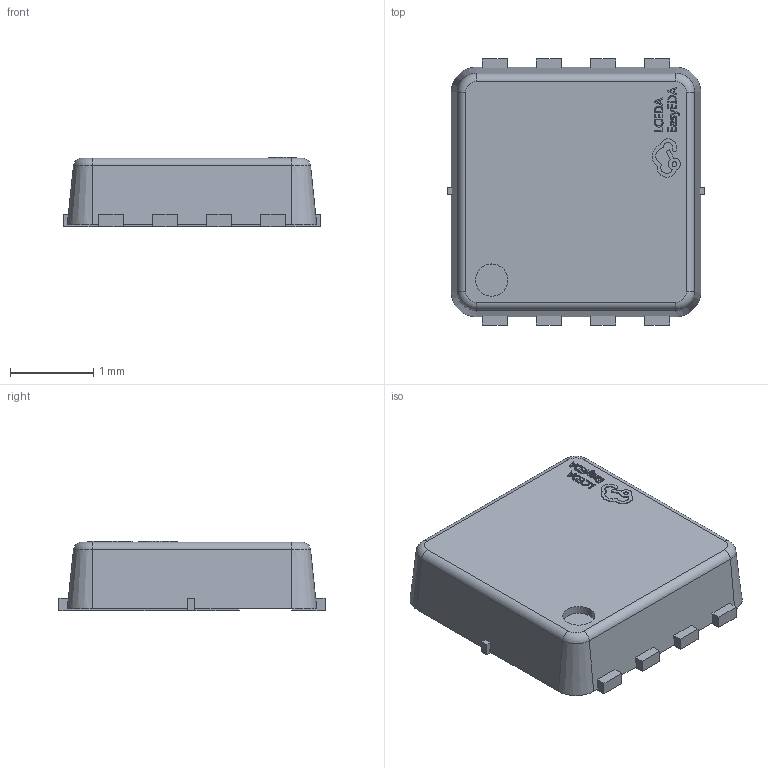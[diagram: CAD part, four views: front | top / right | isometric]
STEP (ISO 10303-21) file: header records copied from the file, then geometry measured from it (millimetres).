
FILE_DESCRIPTION (( 'STEP AP214' ), '1' );
FILE_NAME ('DFN-8_L3.0-W3.0-P0.65-BL-4.step', '2022-06-30T13:28:08', ( '' ), ( '' ), 'SwSTEP 2.0', 'SolidWorks 2020', '' );
FILE_SCHEMA (( 'AUTOMOTIVE_DESIGN' ));
Length unit declared in the file: millimetre
Products named in the file (1): DFN-8_L3.0-W3.0-P0.65-BL-4
Bounding box: 3.1 x 3.2 x 0.83 mm (x, y, z)
Volume: 6.9 mm3; surface area: 27.4 mm2
Topology: 1 solids, 1 shells, 389 faces, 1072 edges, 712 vertices
Faces by surface type: plane 261, bspline 114, cylinder 6, cone 4, torus 4
Entity records: 16433 total; most frequent: CARTESIAN_POINT 4536, ORIENTED_EDGE 2144, DIRECTION 1416, EDGE_CURVE 1072, LINE 816, VECTOR 816, VERTEX_POINT 712, EDGE_LOOP 416
